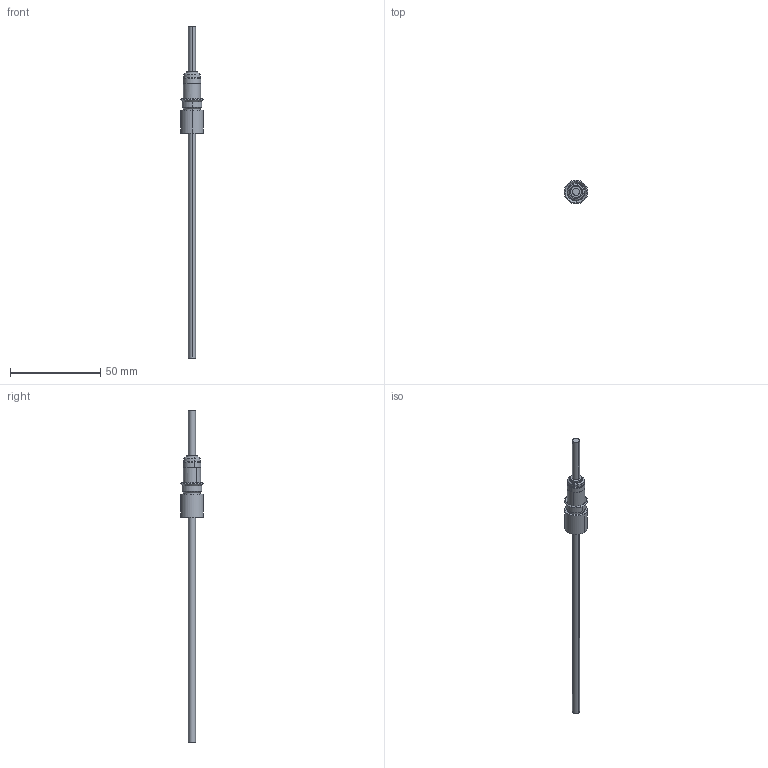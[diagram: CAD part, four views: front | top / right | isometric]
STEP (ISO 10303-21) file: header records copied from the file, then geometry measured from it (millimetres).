
FILE_DESCRIPTION (( 'STEP AP203' ), '1' );
FILE_NAME ('A0284-2-W.STEP', '2013-05-16T11:17:49', ( '' ), ( '' ), 'SwSTEP 2.0', 'SolidWorks 2012', '' );
FILE_SCHEMA (( 'CONFIG_CONTROL_DESIGN' ));
Length unit declared in the file: inch
Products named in the file (1): A0284-2-W
Bounding box: 13 x 13 x 184.15 mm (x, y, z)
Volume: 4542.6 mm3; surface area: 4156.7 mm2
Topology: 1 solids, 3 shells, 73 faces, 148 edges, 88 vertices
Faces by surface type: cylinder 32, torus 14, cone 14, plane 13
Entity records: 2011 total; most frequent: DIRECTION 398, CARTESIAN_POINT 310, ORIENTED_EDGE 296, AXIS2_PLACEMENT_3D 176, EDGE_CURVE 148, CIRCLE 102, VERTEX_POINT 88, EDGE_LOOP 84
